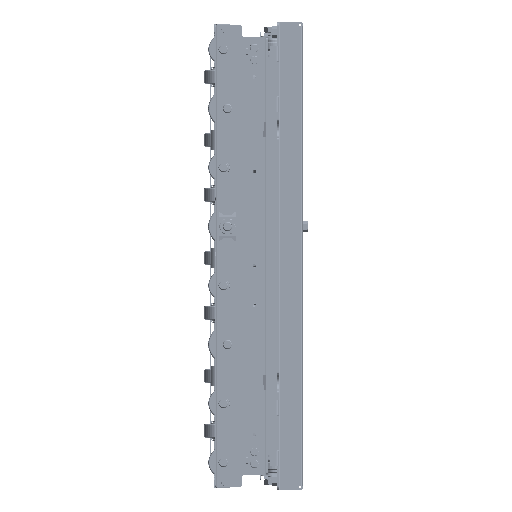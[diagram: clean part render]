
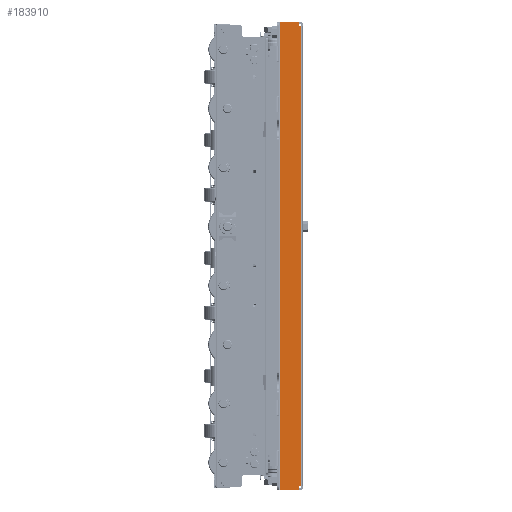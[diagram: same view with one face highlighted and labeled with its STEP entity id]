
A CAD part, left-side view. The second image highlights one B-rep face of the part: STEP entity #183910.
In plain terms, the highlighted planar face has unit normal (-1, 0, 0).
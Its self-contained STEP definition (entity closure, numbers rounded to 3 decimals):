
#32499=FACE_OUTER_BOUND('',#47953,.T.);
#47953=EDGE_LOOP('',(#140250,#140251,#140252,#140253,#140254,#140255,#140256,
#140257));
#59533=LINE('',#296006,#70294);
#59606=LINE('',#296361,#70367);
#59696=LINE('',#296615,#70457);
#59712=LINE('',#296644,#70473);
#59713=LINE('',#296646,#70474);
#59714=LINE('',#296648,#70475);
#59715=LINE('',#296649,#70476);
#59716=LINE('',#296650,#70477);
#70294=VECTOR('',#241879,24.4);
#70367=VECTOR('',#242244,24.4);
#70457=VECTOR('',#242490,2.3);
#70473=VECTOR('',#242518,4.6);
#70474=VECTOR('',#242519,585.8);
#70475=VECTOR('',#242520,2.3);
#70476=VECTOR('',#242521,4.6);
#70477=VECTOR('',#242522,595.);
#85054=VERTEX_POINT('',#296003);
#85055=VERTEX_POINT('',#296005);
#85190=VERTEX_POINT('',#296358);
#85191=VERTEX_POINT('',#296360);
#85276=VERTEX_POINT('',#296612);
#85277=VERTEX_POINT('',#296614);
#85285=VERTEX_POINT('',#296645);
#85286=VERTEX_POINT('',#296647);
#104843=EDGE_CURVE('',#85054,#85055,#59533,.T.);
#104997=EDGE_CURVE('',#85190,#85191,#59606,.T.);
#105128=EDGE_CURVE('',#85277,#85276,#59696,.T.);
#105145=EDGE_CURVE('',#85190,#85277,#59712,.T.);
#105146=EDGE_CURVE('',#85285,#85276,#59713,.T.);
#105147=EDGE_CURVE('',#85285,#85286,#59714,.T.);
#105148=EDGE_CURVE('',#85286,#85055,#59715,.T.);
#105149=EDGE_CURVE('',#85054,#85191,#59716,.T.);
#140250=ORIENTED_EDGE('',*,*,#105145,.T.);
#140251=ORIENTED_EDGE('',*,*,#105128,.T.);
#140252=ORIENTED_EDGE('',*,*,#105146,.F.);
#140253=ORIENTED_EDGE('',*,*,#105147,.T.);
#140254=ORIENTED_EDGE('',*,*,#105148,.T.);
#140255=ORIENTED_EDGE('',*,*,#104843,.F.);
#140256=ORIENTED_EDGE('',*,*,#105149,.T.);
#140257=ORIENTED_EDGE('',*,*,#104997,.F.);
#164630=PLANE('',#201807);
#183910=ADVANCED_FACE('',(#32499),#164630,.T.);
#201807=AXIS2_PLACEMENT_3D('',#296643,#242516,#242517);
#241879=DIRECTION('',(0.,-1.,0.));
#242244=DIRECTION('',(0.,1.,0.));
#242490=DIRECTION('',(0.,-1.,0.));
#242516=DIRECTION('center_axis',(-1.,0.,0.));
#242517=DIRECTION('ref_axis',(0.,1.,0.));
#242518=DIRECTION('',(0.,0.,1.));
#242519=DIRECTION('',(0.,0.,-1.));
#242520=DIRECTION('',(0.,1.,0.));
#242521=DIRECTION('',(0.,0.,1.));
#242522=DIRECTION('',(0.,0.,-1.));
#296003=CARTESIAN_POINT('',(-250.373,6.163,297.5));
#296005=CARTESIAN_POINT('',(-250.373,-18.237,297.5));
#296006=CARTESIAN_POINT('',(-250.373,6.163,297.5));
#296358=CARTESIAN_POINT('',(-250.373,-18.237,-297.5));
#296360=CARTESIAN_POINT('',(-250.373,6.163,-297.5));
#296361=CARTESIAN_POINT('',(-250.373,6.163,-297.5));
#296612=CARTESIAN_POINT('',(-250.373,-20.537,-292.9));
#296614=CARTESIAN_POINT('',(-250.373,-18.237,-292.9));
#296615=CARTESIAN_POINT('',(-250.373,-20.417,-292.9));
#296643=CARTESIAN_POINT('Origin',(-250.373,-20.537,297.5));
#296644=CARTESIAN_POINT('',(-250.373,-18.237,0.));
#296645=CARTESIAN_POINT('',(-250.373,-20.537,292.9));
#296646=CARTESIAN_POINT('',(-250.373,-20.537,297.5));
#296647=CARTESIAN_POINT('',(-250.373,-18.237,292.9));
#296648=CARTESIAN_POINT('',(-250.373,-20.417,292.9));
#296649=CARTESIAN_POINT('',(-250.373,-18.237,297.5));
#296650=CARTESIAN_POINT('',(-250.373,6.163,297.5));
